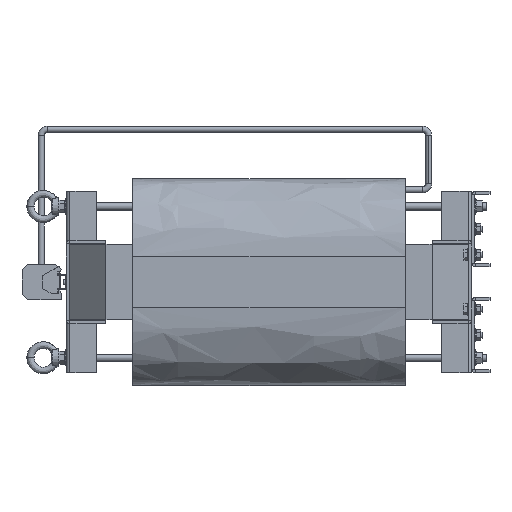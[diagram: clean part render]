
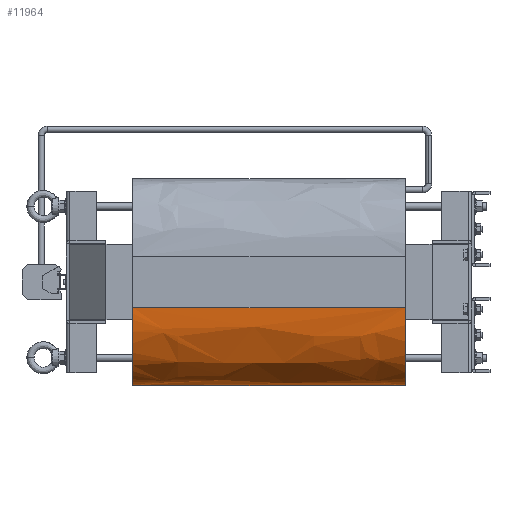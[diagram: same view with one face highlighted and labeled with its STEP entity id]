
A CAD part, left-side view. The second image highlights one B-rep face of the part: STEP entity #11964.
In plain terms, the highlighted free-form (B-spline) face has degree [2, 3] with [3, 4] control points.
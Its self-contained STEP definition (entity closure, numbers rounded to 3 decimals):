
#2379 = VERTEX_POINT ( 'NONE', #23268 ) ;
#3915 = CARTESIAN_POINT ( 'NONE',  ( -368.5, 225., -42. ) ) ;
#4046 = EDGE_CURVE ( 'NONE', #10992, #35671, #23512, .T. ) ;
#4411 = DIRECTION ( 'NONE',  ( 0., -1., 0. ) ) ;
#5028 = CARTESIAN_POINT ( 'NONE',  ( -273.5, 225., -171. ) ) ;
#5641 = EDGE_CURVE ( 'NONE', #41206, #2379, #19508, .T. ) ;
#6693 =( BOUNDED_CURVE ( )  B_SPLINE_CURVE ( 2, ( #27916, #31676, #42994 ),
 .UNSPECIFIED., .F., .F. ) 
 B_SPLINE_CURVE_WITH_KNOTS ( ( 3, 3 ),
 ( 0., 0.175 ),
 .UNSPECIFIED. ) 
 CURVE ( )  GEOMETRIC_REPRESENTATION_ITEM ( )  RATIONAL_B_SPLINE_CURVE ( ( 1., 0.707, 1. ) ) 
 REPRESENTATION_ITEM ( '' )  );
#8399 = CARTESIAN_POINT ( 'NONE',  ( -368.5, -82.5, -42. ) ) ;
#9032 = CARTESIAN_POINT ( 'NONE',  ( -368.5, 247.5, -42. ) ) ;
#10992 = VERTEX_POINT ( 'NONE', #35981 ) ;
#11071 = ORIENTED_EDGE ( 'NONE', *, *, #46212, .F. ) ;
#11680 = CARTESIAN_POINT ( 'NONE',  ( -368.5, 225., -42. ) ) ;
#11964 = ADVANCED_FACE ( 'NONE', ( #20397 ), #40921, .T. ) ;
#12176 = CARTESIAN_POINT ( 'NONE',  ( -368.5, -247.5, -42. ) ) ;
#13442 = CARTESIAN_POINT ( 'NONE',  ( -273.5, 82.5, -171. ) ) ;
#13469 = EDGE_LOOP ( 'NONE', ( #11071, #44035, #48451, #27897 ) ) ;
#13609 = CARTESIAN_POINT ( 'NONE',  ( -368.5, -247.5, -171. ) ) ;
#19367 = CARTESIAN_POINT ( 'NONE',  ( -368.5, 225., -171. ) ) ;
#19508 = LINE ( 'NONE', #23232, #31194 ) ;
#20397 = FACE_OUTER_BOUND ( 'NONE', #13469, .T. ) ;
#23232 = CARTESIAN_POINT ( 'NONE',  ( -368.5, 225., -42. ) ) ;
#23268 = CARTESIAN_POINT ( 'NONE',  ( -368.5, -225., -42. ) ) ;
#23512 = LINE ( 'NONE', #5028, #44650 ) ;
#27897 = ORIENTED_EDGE ( 'NONE', *, *, #5641, .F. ) ;
#27916 = CARTESIAN_POINT ( 'NONE',  ( -368.5, -225., -42. ) ) ;
#29170 =( BOUNDED_CURVE ( )  B_SPLINE_CURVE ( 2, ( #41476, #19367, #11680 ),
 .UNSPECIFIED., .F., .F. ) 
 B_SPLINE_CURVE_WITH_KNOTS ( ( 3, 3 ),
 ( 0., 0.176 ),
 .UNSPECIFIED. ) 
 CURVE ( )  GEOMETRIC_REPRESENTATION_ITEM ( )  RATIONAL_B_SPLINE_CURVE ( ( 1., 0.707, 1. ) ) 
 REPRESENTATION_ITEM ( '' )  );
#30812 = CARTESIAN_POINT ( 'NONE',  ( -368.5, 82.5, -42. ) ) ;
#31194 = VECTOR ( 'NONE', #4411, 1000. ) ;
#31621 = CARTESIAN_POINT ( 'NONE',  ( -368.5, 247.5, -171. ) ) ;
#31676 = CARTESIAN_POINT ( 'NONE',  ( -368.5, -225., -171. ) ) ;
#34995 = DIRECTION ( 'NONE',  ( 0., 1., 0. ) ) ;
#35566 = CARTESIAN_POINT ( 'NONE',  ( -273.5, -82.5, -171. ) ) ;
#35671 = VERTEX_POINT ( 'NONE', #38550 ) ;
#35981 = CARTESIAN_POINT ( 'NONE',  ( -273.5, -225., -171. ) ) ;
#38550 = CARTESIAN_POINT ( 'NONE',  ( -273.5, 225., -171. ) ) ;
#39333 = CARTESIAN_POINT ( 'NONE',  ( -368.5, 82.5, -171. ) ) ;
#40921 =( BOUNDED_SURFACE ( )  B_SPLINE_SURFACE ( 2, 3, ( 
 ( #9032, #30812, #8399, #12176 ),
 ( #31621, #39333, #43275, #13609 ),
 ( #43114, #13442, #35566, #46853 ) ),
 .UNSPECIFIED., .F., .F., .F. ) 
 B_SPLINE_SURFACE_WITH_KNOTS ( ( 3, 3 ),
 ( 4, 4 ),
 ( 0., 1. ),
 ( -0.023, 0.473 ),
 .UNSPECIFIED. ) 
 GEOMETRIC_REPRESENTATION_ITEM ( )  RATIONAL_B_SPLINE_SURFACE ( (
 ( 1., 1., 1., 1.),
 ( 0.707, 0.707, 0.707, 0.707),
 ( 1., 1., 1., 1.) ) ) 
 REPRESENTATION_ITEM ( '' )  SURFACE ( )  );
#41206 = VERTEX_POINT ( 'NONE', #3915 ) ;
#41385 = EDGE_CURVE ( 'NONE', #2379, #10992, #6693, .T. ) ;
#41476 = CARTESIAN_POINT ( 'NONE',  ( -273.5, 225., -171. ) ) ;
#42994 = CARTESIAN_POINT ( 'NONE',  ( -273.5, -225., -171. ) ) ;
#43114 = CARTESIAN_POINT ( 'NONE',  ( -273.5, 247.5, -171. ) ) ;
#43275 = CARTESIAN_POINT ( 'NONE',  ( -368.5, -82.5, -171. ) ) ;
#44035 = ORIENTED_EDGE ( 'NONE', *, *, #4046, .F. ) ;
#44650 = VECTOR ( 'NONE', #34995, 1000. ) ;
#46212 = EDGE_CURVE ( 'NONE', #35671, #41206, #29170, .T. ) ;
#46853 = CARTESIAN_POINT ( 'NONE',  ( -273.5, -247.5, -171. ) ) ;
#48451 = ORIENTED_EDGE ( 'NONE', *, *, #41385, .F. ) ;
